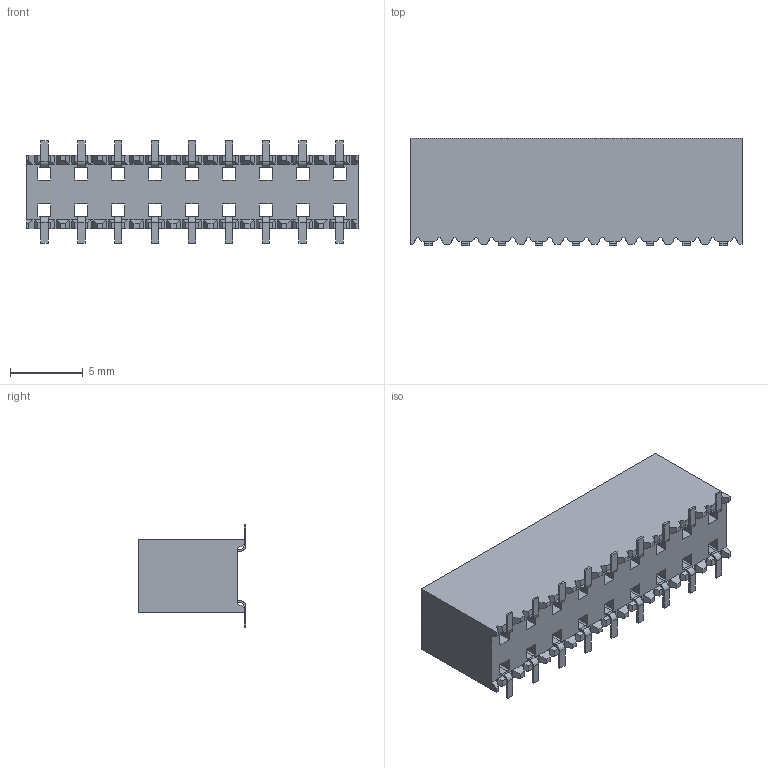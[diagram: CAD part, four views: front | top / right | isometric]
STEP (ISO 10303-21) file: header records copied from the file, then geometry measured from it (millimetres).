
FILE_DESCRIPTION(/* description */ ('STEP AP214'),/* implementation_level */ '2;1');
FILE_NAME(/* name */ 'SSM-109-STL-DV',/* time_stamp */ '2022-08-12T00:02:00+02:00',/* author */ ('License CC BY-ND 4.0'),/* organization */ ('CADENAS'),/* preprocessor_version */ 'ST-DEVELOPER v18.102',/* originating_system */ 'PARTsolutions',/* authorisation */ ' ');
FILE_SCHEMA (('AUTOMOTIVE_DESIGN {1 0 10303 214 3 1 1}'));
Length unit declared in the file: inch
Products named in the file (3): SSM-109-STL-DV; C-137-019; SSM-109-STL-DV_body
Assembly tree (2 placements, depth 2):
  SSM-109-STL-DV
    C-137-019
    SSM-109-STL-DV_body
Bounding box: 22.86 x 7.42 x 7.04 mm (x, y, z)
Volume: 700.9 mm3; surface area: 1245.4 mm2
Topology: 2 solids, 2 shells, 437 faces, 1296 edges, 864 vertices
Faces by surface type: plane 401, cylinder 36
Entity records: 14560 total; most frequent: CARTESIAN_POINT 2600, ORIENTED_EDGE 2592, DIRECTION 2248, EDGE_CURVE 1296, LINE 1224, VECTOR 1224, VERTEX_POINT 864, AXIS2_PLACEMENT_3D 512
